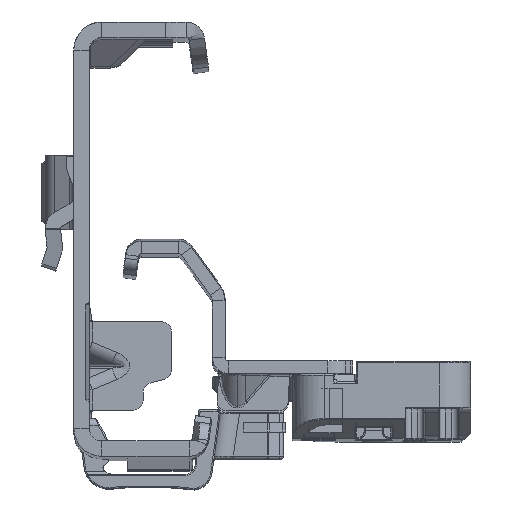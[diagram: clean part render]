
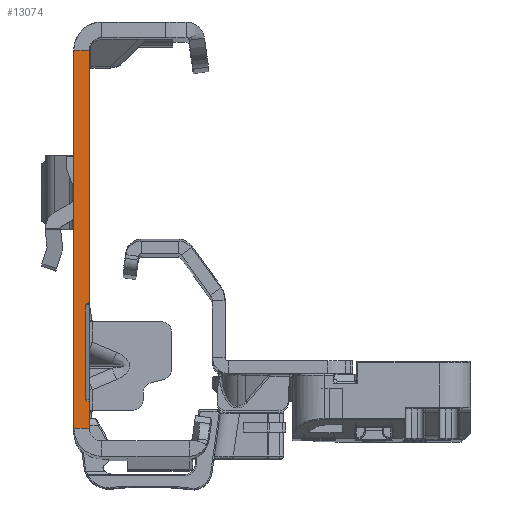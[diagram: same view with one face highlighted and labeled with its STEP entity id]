
A CAD part, top view. The second image highlights one B-rep face of the part: STEP entity #13074.
In plain terms, the highlighted planar face has unit normal (0, 0, 1).
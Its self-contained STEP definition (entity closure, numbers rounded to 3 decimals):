
#1218 = VECTOR ( 'NONE', #1340, 1000. ) ;
#1340 = DIRECTION ( 'NONE',  ( -1., 0., 0. ) ) ;
#3589 = DIRECTION ( 'NONE',  ( -0.719, 0.695, 0. ) ) ;
#4239 = CARTESIAN_POINT ( 'NONE',  ( 0.082, -26.047, 0. ) ) ;
#5337 = EDGE_CURVE ( 'NONE', #52375, #79786, #72109, .T. ) ;
#6994 = CARTESIAN_POINT ( 'NONE',  ( 0., 30., 0. ) ) ;
#8096 = CARTESIAN_POINT ( 'NONE',  ( 0., -32., 0. ) ) ;
#12390 = VECTOR ( 'NONE', #74640, 1000. ) ;
#13074 = ADVANCED_FACE ( 'NONE', ( #41387 ), #80364, .T. ) ;
#15368 = VECTOR ( 'NONE', #18024, 1000. ) ;
#18024 = DIRECTION ( 'NONE',  ( -1., 0., 0. ) ) ;
#18682 = CARTESIAN_POINT ( 'NONE',  ( -2.45, -30., 0. ) ) ;
#22551 = DIRECTION ( 'NONE',  ( 0., 0., 1. ) ) ;
#24627 = CARTESIAN_POINT ( 'NONE',  ( -2.45, 30., 0. ) ) ;
#26224 = ORIENTED_EDGE ( 'NONE', *, *, #5337, .F. ) ;
#27319 = CARTESIAN_POINT ( 'NONE',  ( 0., -25.968, 0. ) ) ;
#28608 = CARTESIAN_POINT ( 'NONE',  ( -0.536, -9.85, 0. ) ) ;
#29962 = DIRECTION ( 'NONE',  ( 0., -1., 0. ) ) ;
#35053 = CARTESIAN_POINT ( 'NONE',  ( 0., -32., 0. ) ) ;
#35547 = VERTEX_POINT ( 'NONE', #24627 ) ;
#35931 = DIRECTION ( 'NONE',  ( 0.719, 0.695, 0. ) ) ;
#35966 = VECTOR ( 'NONE', #29962, 1000. ) ;
#37347 = ORIENTED_EDGE ( 'NONE', *, *, #110115, .F. ) ;
#37497 = CARTESIAN_POINT ( 'NONE',  ( 0., 30., 0. ) ) ;
#38155 = EDGE_CURVE ( 'NONE', #87915, #67907, #93870, .T. ) ;
#39678 = VECTOR ( 'NONE', #117549, 1000. ) ;
#40217 = VERTEX_POINT ( 'NONE', #103553 ) ;
#40335 = LINE ( 'NONE', #8096, #35966 ) ;
#41387 = FACE_OUTER_BOUND ( 'NONE', #86404, .T. ) ;
#43314 = CARTESIAN_POINT ( 'NONE',  ( -2.45, -32., 0. ) ) ;
#48101 = CARTESIAN_POINT ( 'NONE',  ( -0.536, -25.45, 0. ) ) ;
#50699 = CARTESIAN_POINT ( 'NONE',  ( 0., -30., 0. ) ) ;
#52375 = VERTEX_POINT ( 'NONE', #121082 ) ;
#56336 = CARTESIAN_POINT ( 'NONE',  ( 0., -9.932, 0. ) ) ;
#56971 = LINE ( 'NONE', #37497, #15368 ) ;
#57196 = LINE ( 'NONE', #28608, #39678 ) ;
#57743 = ORIENTED_EDGE ( 'NONE', *, *, #88275, .T. ) ;
#59918 = EDGE_CURVE ( 'NONE', #40217, #67907, #57196, .T. ) ;
#60134 = AXIS2_PLACEMENT_3D ( 'NONE', #43314, #22551, #109625 ) ;
#61717 = VECTOR ( 'NONE', #98573, 1000. ) ;
#62883 = EDGE_CURVE ( 'NONE', #40217, #65627, #91167, .T. ) ;
#63233 = CARTESIAN_POINT ( 'NONE',  ( -0.259, -10.182, 0. ) ) ;
#64794 = ORIENTED_EDGE ( 'NONE', *, *, #62883, .T. ) ;
#65627 = VERTEX_POINT ( 'NONE', #56336 ) ;
#65628 = EDGE_CURVE ( 'NONE', #91488, #35547, #56971, .T. ) ;
#66485 = ORIENTED_EDGE ( 'NONE', *, *, #59918, .F. ) ;
#67907 = VERTEX_POINT ( 'NONE', #48101 ) ;
#68714 = CARTESIAN_POINT ( 'NONE',  ( -2.45, -32., 0. ) ) ;
#69059 = VECTOR ( 'NONE', #35931, 1000. ) ;
#72109 = LINE ( 'NONE', #50699, #1218 ) ;
#74640 = DIRECTION ( 'NONE',  ( 0., -1., 0. ) ) ;
#78429 = LINE ( 'NONE', #68714, #61717 ) ;
#79786 = VERTEX_POINT ( 'NONE', #18682 ) ;
#80364 = PLANE ( 'NONE',  #60134 ) ;
#86404 = EDGE_LOOP ( 'NONE', ( #66485, #64794, #104318, #112557, #57743, #26224, #37347, #121643 ) ) ;
#87915 = VERTEX_POINT ( 'NONE', #27319 ) ;
#88275 = EDGE_CURVE ( 'NONE', #35547, #79786, #78429, .T. ) ;
#91167 = LINE ( 'NONE', #63233, #69059 ) ;
#91488 = VERTEX_POINT ( 'NONE', #6994 ) ;
#93870 = LINE ( 'NONE', #4239, #117090 ) ;
#98573 = DIRECTION ( 'NONE',  ( 0., -1., 0. ) ) ;
#103553 = CARTESIAN_POINT ( 'NONE',  ( -0.536, -10.45, 0. ) ) ;
#104318 = ORIENTED_EDGE ( 'NONE', *, *, #127545, .F. ) ;
#109625 = DIRECTION ( 'NONE',  ( 1., 0., 0. ) ) ;
#110115 = EDGE_CURVE ( 'NONE', #87915, #52375, #123981, .T. ) ;
#112557 = ORIENTED_EDGE ( 'NONE', *, *, #65628, .T. ) ;
#117090 = VECTOR ( 'NONE', #3589, 1000. ) ;
#117549 = DIRECTION ( 'NONE',  ( 0., -1., 0. ) ) ;
#121082 = CARTESIAN_POINT ( 'NONE',  ( 0., -30., 0. ) ) ;
#121643 = ORIENTED_EDGE ( 'NONE', *, *, #38155, .T. ) ;
#123981 = LINE ( 'NONE', #35053, #12390 ) ;
#127545 = EDGE_CURVE ( 'NONE', #91488, #65627, #40335, .T. ) ;
